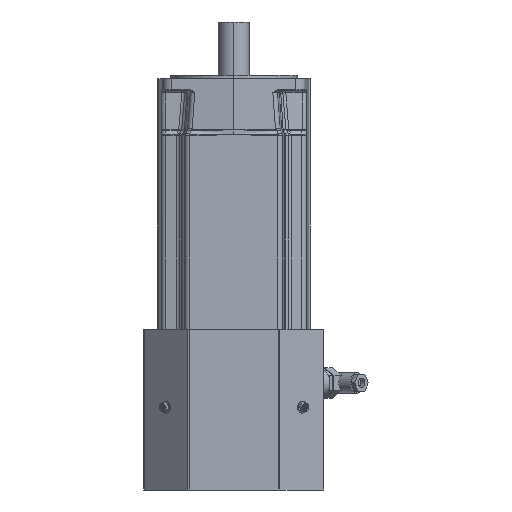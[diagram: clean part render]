
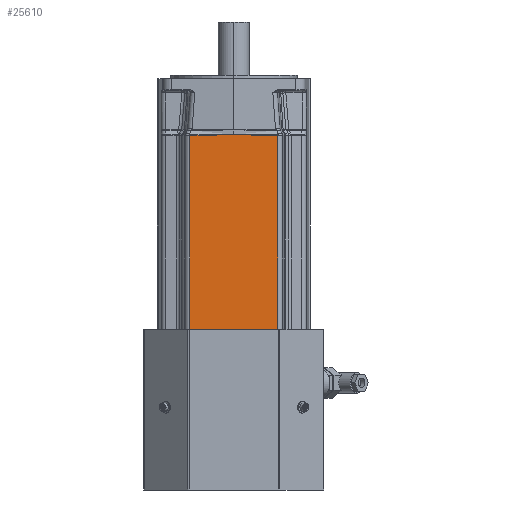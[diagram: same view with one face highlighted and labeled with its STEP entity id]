
A CAD part, front view. The second image highlights one B-rep face of the part: STEP entity #25610.
In plain terms, the highlighted planar face has unit normal (0, -1, 0).
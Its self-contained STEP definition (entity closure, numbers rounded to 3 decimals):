
#404=DIRECTION('',(1.,0.,0.));
#405=VECTOR('',#404,90.294);
#406=CARTESIAN_POINT('',(-45.147,-77.5,2.6));
#407=LINE('',#406,#405);
#412=DIRECTION('',(0.,0.,-1.));
#413=VECTOR('',#412,198.965);
#414=CARTESIAN_POINT('',(-45.147,-77.5,201.565));
#415=LINE('',#414,#413);
#9866=DIRECTION('',(0.,0.,1.));
#9867=VECTOR('',#9866,198.965);
#9868=CARTESIAN_POINT('',(45.147,-77.5,2.6));
#9869=LINE('',#9868,#9867);
#9916=CARTESIAN_POINT('',(45.147,-77.5,201.565));
#9917=CARTESIAN_POINT('',(40.694,-77.5,201.636));
#9918=CARTESIAN_POINT('',(31.412,-77.5,201.792));
#9919=CARTESIAN_POINT('',(16.303,-77.5,202.075));
#9920=CARTESIAN_POINT('',(5.554,-77.5,202.29));
#9921=CARTESIAN_POINT('',(0.,-77.5,202.4));
#9941=CARTESIAN_POINT('',(-45.147,-77.5,
201.565));
#21515=CARTESIAN_POINT('',(0.,-77.5,202.4));
#21516=CARTESIAN_POINT('',(-5.554,-77.5,202.29));
#21517=CARTESIAN_POINT('',(-16.303,-77.5,
202.075));
#21518=CARTESIAN_POINT('',(-31.412,-77.5,
201.792));
#21519=CARTESIAN_POINT('',(-40.694,-77.5,
201.636));
#21520=CARTESIAN_POINT('',(-45.147,-77.5,
201.565));
#23044=VERTEX_POINT('',#9941);
#23046=VERTEX_POINT('',#21515);
#23048=VERTEX_POINT('',#9916);
#24171=CARTESIAN_POINT('',(-45.147,-77.5,2.6));
#24172=CARTESIAN_POINT('',(45.147,-77.5,2.6));
#24173=VERTEX_POINT('',#24171);
#24174=VERTEX_POINT('',#24172);
#25594=CARTESIAN_POINT('',(-77.5,-77.5,261.9));
#25595=DIRECTION('',(0.,-1.,0.));
#25596=DIRECTION('',(1.,0.,0.));
#25597=AXIS2_PLACEMENT_3D('',#25594,#25595,#25596);
#25598=PLANE('',#25597);
#25599=ORIENTED_EDGE('',*,*,#25481,.F.);
#25601=ORIENTED_EDGE('',*,*,#25600,.F.);
#25603=ORIENTED_EDGE('',*,*,#25602,.F.);
#25605=ORIENTED_EDGE('',*,*,#25604,.F.);
#25607=ORIENTED_EDGE('',*,*,#25606,.F.);
#25608=EDGE_LOOP('',(#25599,#25601,#25603,#25605,#25607));
#25609=FACE_OUTER_BOUND('',#25608,.F.);
#25610=ADVANCED_FACE('',(#25609),#25598,.T.);
#9922=B_SPLINE_CURVE_WITH_KNOTS('',3,(#9916,#9917,#9918,#9919,#9920,#9921),
.UNSPECIFIED.,.F.,.F.,(4,1,1,4),(0.,0.333,0.667,1.),
.UNSPECIFIED.);
#21521=B_SPLINE_CURVE_WITH_KNOTS('',3,(#21515,#21516,#21517,#21518,#21519,
#21520),.UNSPECIFIED.,.F.,.F.,(4,1,1,4),(0.,0.333,
0.667,1.),.UNSPECIFIED.);
#25481=EDGE_CURVE('',#24173,#24174,#407,.T.);
#25600=EDGE_CURVE('',#23044,#24173,#415,.T.);
#25602=EDGE_CURVE('',#23046,#23044,#21521,.T.);
#25604=EDGE_CURVE('',#23048,#23046,#9922,.T.);
#25606=EDGE_CURVE('',#24174,#23048,#9869,.T.);
